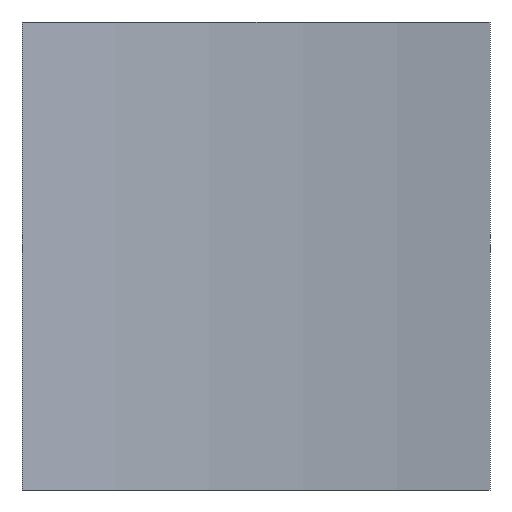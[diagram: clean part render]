
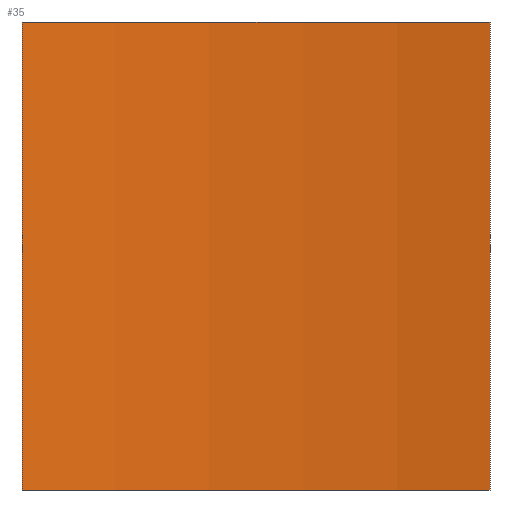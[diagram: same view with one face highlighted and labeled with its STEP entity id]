
A CAD part, left-side view. The second image highlights one B-rep face of the part: STEP entity #35.
In plain terms, the highlighted cylindrical face has radius 25.85 mm (diameter 51.7 mm), a partial arc.
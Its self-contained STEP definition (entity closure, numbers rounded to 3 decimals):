
#10 = EDGE_LOOP ( 'NONE', ( #90, #48, #211, #121 ) ) ;
#22 = DIRECTION ( 'NONE',  ( -1., 0., 0. ) ) ;
#25 = AXIS2_PLACEMENT_3D ( 'NONE', #218, #223, #116 ) ;
#32 = DIRECTION ( 'NONE',  ( 1., 0., 0. ) ) ;
#35 = ADVANCED_FACE ( 'NONE', ( #70 ), #140, .F. ) ;
#48 = ORIENTED_EDGE ( 'NONE', *, *, #141, .F. ) ;
#51 = DIRECTION ( 'NONE',  ( 0., 0., -1. ) ) ;
#63 = VECTOR ( 'NONE', #79, 1000. ) ;
#68 = VERTEX_POINT ( 'NONE', #201 ) ;
#70 = FACE_OUTER_BOUND ( 'NONE', #10, .T. ) ;
#71 = VERTEX_POINT ( 'NONE', #112 ) ;
#79 = DIRECTION ( 'NONE',  ( 0., 0., -1. ) ) ;
#80 = VECTOR ( 'NONE', #238, 1000. ) ;
#90 = ORIENTED_EDGE ( 'NONE', *, *, #235, .T. ) ;
#97 = LINE ( 'NONE', #199, #63 ) ;
#110 = LINE ( 'NONE', #161, #80 ) ;
#112 = CARTESIAN_POINT ( 'NONE',  ( 8.812, -1.232, 0. ) ) ;
#116 = DIRECTION ( 'NONE',  ( 1., 0., 0. ) ) ;
#121 = ORIENTED_EDGE ( 'NONE', *, *, #226, .T. ) ;
#140 = CYLINDRICAL_SURFACE ( 'NONE', #185, 25.85 ) ;
#141 = EDGE_CURVE ( 'NONE', #68, #234, #97, .T. ) ;
#145 = CARTESIAN_POINT ( 'NONE',  ( 8.812, -11.232, 0. ) ) ;
#160 = CARTESIAN_POINT ( 'NONE',  ( 8.812, -1.232, 10. ) ) ;
#161 = CARTESIAN_POINT ( 'NONE',  ( 8.812, -1.232, 10. ) ) ;
#166 = AXIS2_PLACEMENT_3D ( 'NONE', #177, #51, #32 ) ;
#177 = CARTESIAN_POINT ( 'NONE',  ( -16.549, -6.232, 10. ) ) ;
#185 = AXIS2_PLACEMENT_3D ( 'NONE', #213, #212, #22 ) ;
#193 = VERTEX_POINT ( 'NONE', #160 ) ;
#198 = CIRCLE ( 'NONE', #166, 25.85 ) ;
#199 = CARTESIAN_POINT ( 'NONE',  ( 8.812, -11.232, 10. ) ) ;
#201 = CARTESIAN_POINT ( 'NONE',  ( 8.812, -11.232, 10. ) ) ;
#211 = ORIENTED_EDGE ( 'NONE', *, *, #215, .F. ) ;
#212 = DIRECTION ( 'NONE',  ( 0., 0., -1. ) ) ;
#213 = CARTESIAN_POINT ( 'NONE',  ( -16.549, -6.232, 10. ) ) ;
#215 = EDGE_CURVE ( 'NONE', #193, #68, #198, .T. ) ;
#218 = CARTESIAN_POINT ( 'NONE',  ( -16.549, -6.232, 0. ) ) ;
#223 = DIRECTION ( 'NONE',  ( 0., 0., -1. ) ) ;
#226 = EDGE_CURVE ( 'NONE', #193, #71, #110, .T. ) ;
#230 = CIRCLE ( 'NONE', #25, 25.85 ) ;
#234 = VERTEX_POINT ( 'NONE', #145 ) ;
#235 = EDGE_CURVE ( 'NONE', #71, #234, #230, .T. ) ;
#238 = DIRECTION ( 'NONE',  ( 0., 0., -1. ) ) ;
